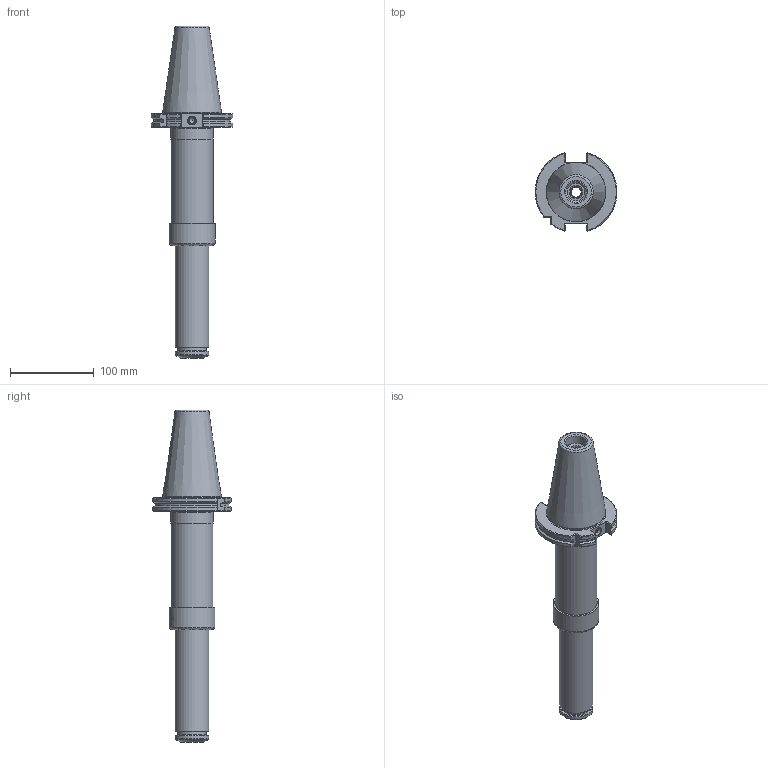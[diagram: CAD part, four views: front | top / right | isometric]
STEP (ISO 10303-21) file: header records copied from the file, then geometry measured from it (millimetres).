
FILE_DESCRIPTION(/* description */ (''),/* implementation_level */ '2;1');
FILE_NAME(/* name */ '885276130.stp',/* time_stamp */ '2023-03-15T12:14:50',/* author */ ('Ratnasingam Jekanthan'),/* organization */ ('REGO-FIX'),/* preprocessor_version */ ' Unknown',/* originating_system */ 'SIEMENS PLM Software Solid Edge ST10',/* authorization */ 'Unknown');
FILE_SCHEMA (('AUTOMOTIVE_DESIGN { 1 0 10303 214 2 1 1}'));
Length unit declared in the file: millimetre
Products named in the file (1): NOCUT
Bounding box: 97.32 x 93.58 x 395.6 mm (x, y, z)
Volume: 690851.7 mm3; surface area: 109693 mm2
Topology: 1 solids, 3 shells, 166 faces, 392 edges, 244 vertices
Faces by surface type: plane 57, cone 44, cylinder 39, torus 26
Full cylindrical faces by diameter (mm): 7 x1, 10 x1, 12 x1, 14 x1, 20.752 x2, 25 x2, 30.5 x1, 31.6 x1, 33 x1, 34 x1, 40 x2, 40.2 x1, 42 x1, 45 x1, 48.376 x2, 50 x1, 50.05 x1, 50.5 x1, 51.3 x1, 54.8 x1
Entity records: 5510 total; most frequent: CARTESIAN_POINT 863, DIRECTION 736, ORIENTED_EDGE 604, AXIS2_PLACEMENT_3D 316, EDGE_CURVE 302, FACE_BOUND 261, EDGE_LOOP 260, VERTEX_POINT 231
